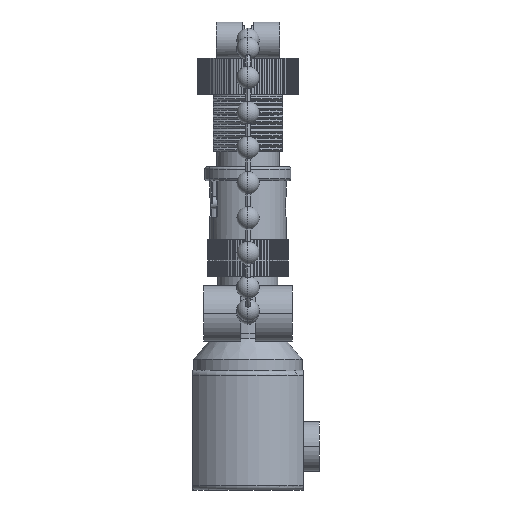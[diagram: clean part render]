
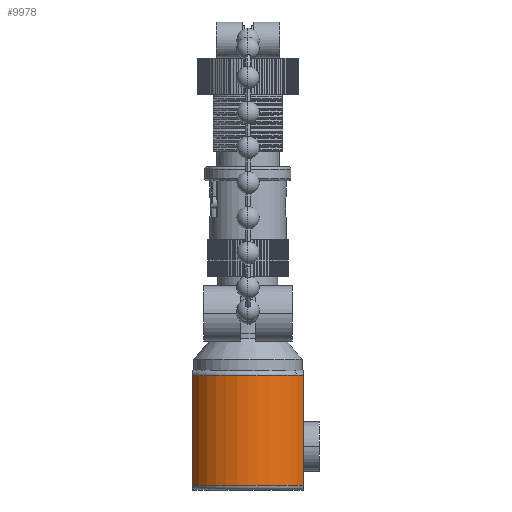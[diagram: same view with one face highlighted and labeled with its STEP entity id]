
A CAD part, front view. The second image highlights one B-rep face of the part: STEP entity #9978.
In plain terms, the highlighted cylindrical face has radius 7.048 mm (diameter 14.097 mm), a partial arc.
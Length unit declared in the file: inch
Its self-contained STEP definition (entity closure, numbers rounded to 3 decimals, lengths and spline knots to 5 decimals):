
#45 = VERTEX_POINT ( 'NONE', #16293 ) ;
#588 = ORIENTED_EDGE ( 'NONE', *, *, #26914, .F. ) ;
#1024 = DIRECTION ( 'NONE',  ( 0., 1., 0. ) ) ;
#1130 = LINE ( 'NONE', #14792, #4624 ) ;
#1565 = DIRECTION ( 'NONE',  ( 0., 0., -1. ) ) ;
#1813 = AXIS2_PLACEMENT_3D ( 'NONE', #31757, #6468, #6650 ) ;
#3551 = EDGE_CURVE ( 'NONE', #8497, #45, #16544, .T. ) ;
#4624 = VECTOR ( 'NONE', #20119, 39.37008 ) ;
#5608 = CARTESIAN_POINT ( 'NONE',  ( -0.13931, 0.518, -0.24 ) ) ;
#6468 = DIRECTION ( 'NONE',  ( 0., -1., 0. ) ) ;
#6650 = DIRECTION ( 'NONE',  ( 0., 0., 1. ) ) ;
#6927 = VERTEX_POINT ( 'NONE', #25531 ) ;
#7041 = CARTESIAN_POINT ( 'NONE',  ( -0.13931, 0.02, -0.24 ) ) ;
#7500 = ORIENTED_EDGE ( 'NONE', *, *, #29754, .F. ) ;
#8497 = VERTEX_POINT ( 'NONE', #21885 ) ;
#9978 = ADVANCED_FACE ( 'NONE', ( #28259 ), #23504, .T. ) ;
#10623 = DIRECTION ( 'NONE',  ( 0., 1., 0. ) ) ;
#10961 = DIRECTION ( 'NONE',  ( 0., 0., 1. ) ) ;
#12273 = EDGE_CURVE ( 'NONE', #24073, #6927, #20288, .T. ) ;
#13947 = CARTESIAN_POINT ( 'NONE',  ( 0., 0.02, 0. ) ) ;
#14792 = CARTESIAN_POINT ( 'NONE',  ( -0.13931, 0.518, 0.24 ) ) ;
#16293 = CARTESIAN_POINT ( 'NONE',  ( -0.13931, 0.498, -0.24 ) ) ;
#16544 = CIRCLE ( 'NONE', #1813, 0.2775 ) ;
#18378 = EDGE_LOOP ( 'NONE', ( #588, #26336, #7500, #21899 ) ) ;
#19824 = VECTOR ( 'NONE', #10623, 39.37008 ) ;
#20119 = DIRECTION ( 'NONE',  ( 0., -1., 0. ) ) ;
#20288 = CIRCLE ( 'NONE', #25195, 0.2775 ) ;
#21778 = DIRECTION ( 'NONE',  ( 0., -1., 0. ) ) ;
#21885 = CARTESIAN_POINT ( 'NONE',  ( -0.13931, 0.498, 0.24 ) ) ;
#21899 = ORIENTED_EDGE ( 'NONE', *, *, #3551, .T. ) ;
#22645 = LINE ( 'NONE', #5608, #19824 ) ;
#23504 = CYLINDRICAL_SURFACE ( 'NONE', #23642, 0.2775 ) ;
#23642 = AXIS2_PLACEMENT_3D ( 'NONE', #24326, #21778, #1565 ) ;
#24073 = VERTEX_POINT ( 'NONE', #7041 ) ;
#24326 = CARTESIAN_POINT ( 'NONE',  ( 0., 0.518, 0. ) ) ;
#25195 = AXIS2_PLACEMENT_3D ( 'NONE', #13947, #1024, #10961 ) ;
#25531 = CARTESIAN_POINT ( 'NONE',  ( -0.13931, 0.02, 0.24 ) ) ;
#26336 = ORIENTED_EDGE ( 'NONE', *, *, #12273, .T. ) ;
#26914 = EDGE_CURVE ( 'NONE', #24073, #45, #22645, .T. ) ;
#28259 = FACE_OUTER_BOUND ( 'NONE', #18378, .T. ) ;
#29754 = EDGE_CURVE ( 'NONE', #8497, #6927, #1130, .T. ) ;
#31757 = CARTESIAN_POINT ( 'NONE',  ( 0., 0.498, 0. ) ) ;
